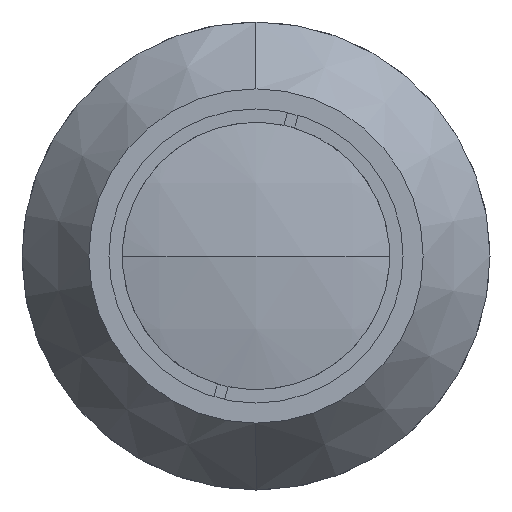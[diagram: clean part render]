
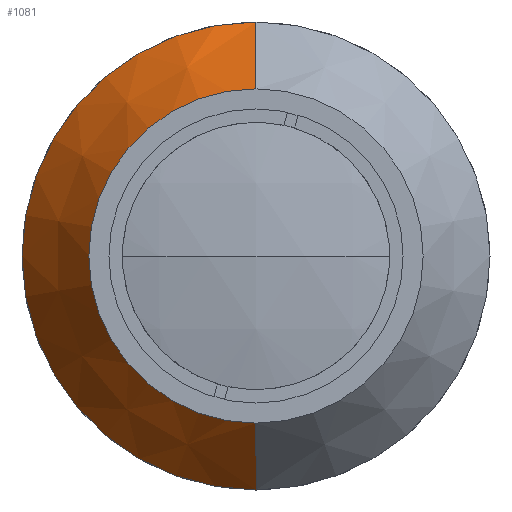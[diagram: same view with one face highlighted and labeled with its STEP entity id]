
A CAD part, left-side view. The second image highlights one B-rep face of the part: STEP entity #1081.
In plain terms, the highlighted conical face has half-angle 35 degrees and reference radius 21 mm.
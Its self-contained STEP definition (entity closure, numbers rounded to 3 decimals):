
#58 = EDGE_CURVE ( 'NONE', #2637, #2812, #4299, .T. ) ;
#350 = CARTESIAN_POINT ( 'NONE',  ( 15., 0., 0. ) ) ;
#559 = VECTOR ( 'NONE', #4277, 1000. ) ;
#676 = AXIS2_PLACEMENT_3D ( 'NONE', #350, #1327, #2061 ) ;
#692 = DIRECTION ( 'NONE',  ( -1., 0., 0. ) ) ;
#798 = AXIS2_PLACEMENT_3D ( 'NONE', #2998, #2599, #4033 ) ;
#881 = ORIENTED_EDGE ( 'NONE', *, *, #58, .T. ) ;
#1000 = CARTESIAN_POINT ( 'NONE',  ( 23.569, 0., 0. ) ) ;
#1022 = DIRECTION ( 'NONE',  ( 0., 0., 1. ) ) ;
#1047 = ORIENTED_EDGE ( 'NONE', *, *, #3023, .T. ) ;
#1081 = ADVANCED_FACE ( 'NONE', ( #1176 ), #4604, .T. ) ;
#1090 = VERTEX_POINT ( 'NONE', #3111 ) ;
#1176 = FACE_OUTER_BOUND ( 'NONE', #4213, .T. ) ;
#1240 = CIRCLE ( 'NONE', #3860, 21. ) ;
#1302 = ORIENTED_EDGE ( 'NONE', *, *, #3313, .F. ) ;
#1327 = DIRECTION ( 'NONE',  ( -1., 0., 0. ) ) ;
#1382 = EDGE_CURVE ( 'NONE', #2637, #4174, #3676, .T. ) ;
#1658 = CARTESIAN_POINT ( 'NONE',  ( 23.569, 0., 21. ) ) ;
#2061 = DIRECTION ( 'NONE',  ( 0., 0., 1. ) ) ;
#2495 = CARTESIAN_POINT ( 'NONE',  ( 15., 0., -15. ) ) ;
#2599 = DIRECTION ( 'NONE',  ( 1., 0., 0. ) ) ;
#2637 = VERTEX_POINT ( 'NONE', #4257 ) ;
#2812 = VERTEX_POINT ( 'NONE', #1658 ) ;
#2998 = CARTESIAN_POINT ( 'NONE',  ( 23.569, 0., 0. ) ) ;
#3023 = EDGE_CURVE ( 'NONE', #2812, #1090, #1240, .T. ) ;
#3111 = CARTESIAN_POINT ( 'NONE',  ( 23.569, 0., -21. ) ) ;
#3313 = EDGE_CURVE ( 'NONE', #4174, #1090, #4513, .T. ) ;
#3525 = CARTESIAN_POINT ( 'NONE',  ( 23.569, 0., -21. ) ) ;
#3540 = ORIENTED_EDGE ( 'NONE', *, *, #1382, .F. ) ;
#3676 = CIRCLE ( 'NONE', #676, 15. ) ;
#3860 = AXIS2_PLACEMENT_3D ( 'NONE', #1000, #692, #1022 ) ;
#3981 = CARTESIAN_POINT ( 'NONE',  ( 23.569, 0., 21. ) ) ;
#4033 = DIRECTION ( 'NONE',  ( 0., 0., -1. ) ) ;
#4038 = VECTOR ( 'NONE', #4224, 1000. ) ;
#4174 = VERTEX_POINT ( 'NONE', #2495 ) ;
#4213 = EDGE_LOOP ( 'NONE', ( #3540, #881, #1047, #1302 ) ) ;
#4224 = DIRECTION ( 'NONE',  ( 0.819, 0., -0.574 ) ) ;
#4257 = CARTESIAN_POINT ( 'NONE',  ( 15., 0., 15. ) ) ;
#4277 = DIRECTION ( 'NONE',  ( 0.819, 0., 0.574 ) ) ;
#4299 = LINE ( 'NONE', #3981, #559 ) ;
#4513 = LINE ( 'NONE', #3525, #4038 ) ;
#4604 = CONICAL_SURFACE ( 'NONE', #798, 21., 0.611 ) ;
